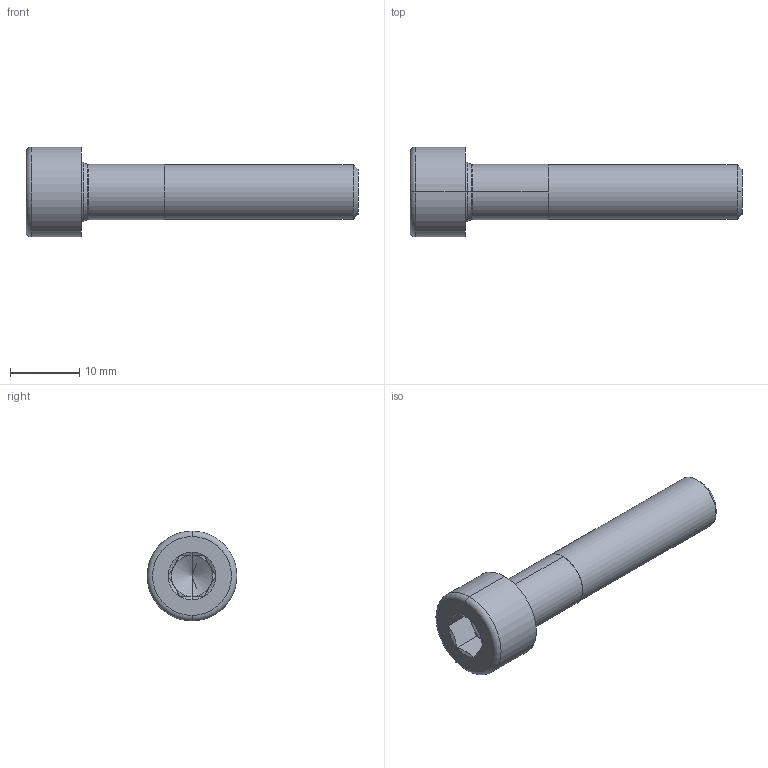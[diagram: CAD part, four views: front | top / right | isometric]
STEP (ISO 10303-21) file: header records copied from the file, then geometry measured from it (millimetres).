
FILE_DESCRIPTION(('HOOPS Exchange Step'),'2;1');
FILE_NAME('export-82DCE663-BCEC-4462-9422-113F977DA31F.stp','2024-07-19T14:00:18+02:00',('Engineering'),('Alibre'),'HOOPS Exchange 2023.0','Alibre','Unknown authorisation');
FILE_SCHEMA( ('AP242_MANAGED_MODEL_BASED_3D_ENGINEERING_MIM_LF {1 0 10303 442 1 1 4 }') );
Length unit declared in the file: millimetre
Products named in the file (1): 513 M8x40 Bolt DIN-912
Bounding box: 48 x 13 x 13 mm (x, y, z)
Volume: 2888.6 mm3; surface area: 1640.3 mm2
Topology: 1 solids, 1 shells, 41 faces, 96 edges, 58 vertices
Faces by surface type: plane 16, cone 14, torus 6, cylinder 5
Full cylindrical faces by diameter (mm): 7.9 x1
Entity records: 1222 total; most frequent: CARTESIAN_POINT 227, DIRECTION 215, ORIENTED_EDGE 188, EDGE_CURVE 94, AXIS2_PLACEMENT_3D 86, VERTEX_POINT 58, EDGE_LOOP 44, FACE_BOUND 44
